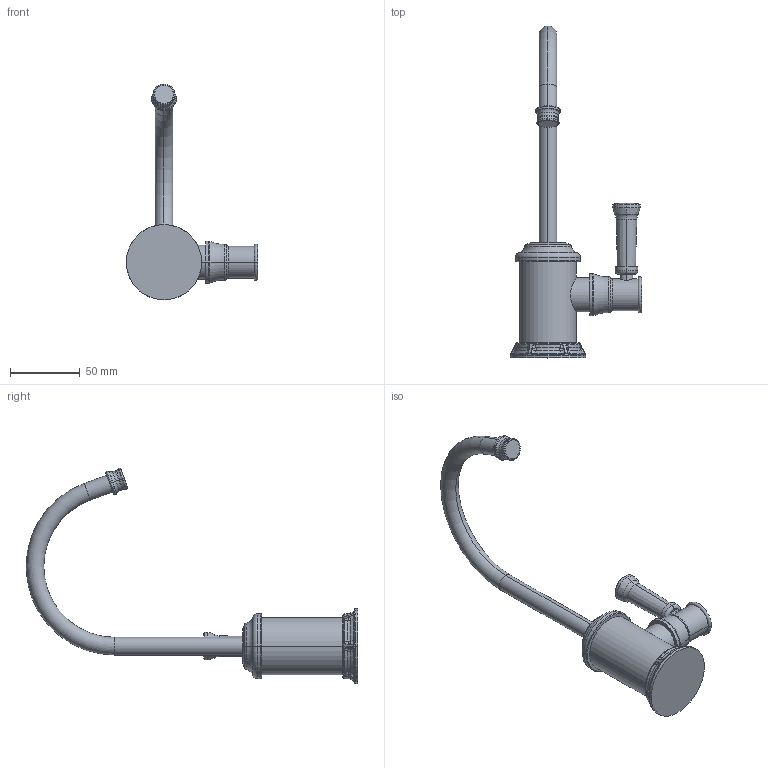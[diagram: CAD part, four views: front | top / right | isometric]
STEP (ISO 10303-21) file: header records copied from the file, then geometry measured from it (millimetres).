
FILE_DESCRIPTION((''),'2;1');
FILE_NAME('3210-5623','2021-04-22T12:31:27',('jinson.thomas'),(''),'CREO PARAMETRIC BY PTC INC, 2018400','CREO PARAMETRIC BY PTC INC, 2018400','');
FILE_SCHEMA(('CONFIG_CONTROL_DESIGN'));
Length unit declared in the file: inch
Products named in the file (1): 3210-5623
Bounding box: 94.17 x 238.07 x 154.71 mm (x, y, z)
Volume: 183010.6 mm3; surface area: 34369.2 mm2
Topology: 1 solids, 1 shells, 264 faces, 570 edges, 318 vertices
Faces by surface type: bspline 112, torus 88, cylinder 32, plane 20, cone 10, revolution 2
Entity records: 12996 total; most frequent: CARTESIAN_POINT 7846, ORIENTED_EDGE 1140, DIRECTION 1014, EDGE_CURVE 570, AXIS2_PLACEMENT_3D 490, CIRCLE 340, VERTEX_POINT 318, EDGE_LOOP 274
